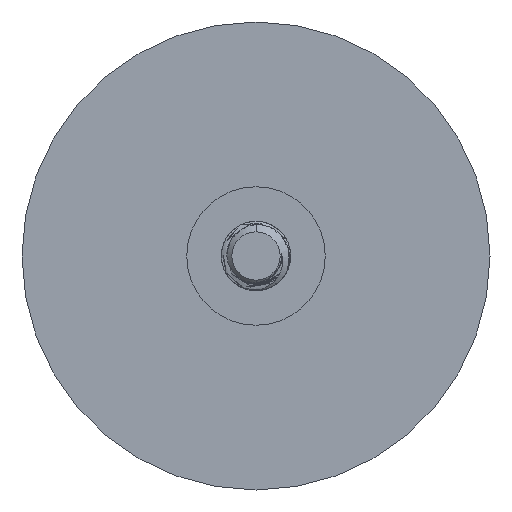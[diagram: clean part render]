
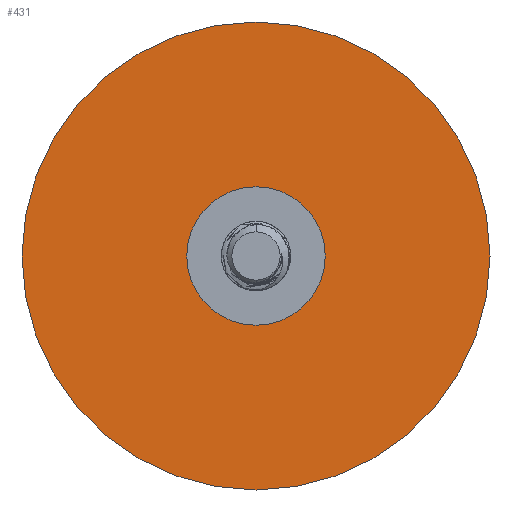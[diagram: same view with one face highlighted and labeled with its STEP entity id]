
A CAD part, front view. The second image highlights one B-rep face of the part: STEP entity #431.
In plain terms, the highlighted planar face has unit normal (0, -1, 0).
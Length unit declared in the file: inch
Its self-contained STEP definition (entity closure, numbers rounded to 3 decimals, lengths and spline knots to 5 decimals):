
#80 = AXIS2_PLACEMENT_3D ( 'NONE', #2903, #2894, #2893 ) ;
#93 = EDGE_CURVE ( 'NONE', #2678, #2598, #1628, .T. ) ;
#99 = AXIS2_PLACEMENT_3D ( 'NONE', #2703, #2565, #2564 ) ;
#128 = EDGE_CURVE ( 'NONE', #2984, #2708, #1678, .T. ) ;
#139 = AXIS2_PLACEMENT_3D ( 'NONE', #2610, #2772, #2684 ) ;
#145 = EDGE_CURVE ( 'NONE', #2598, #2678, #1711, .T. ) ;
#146 = AXIS2_PLACEMENT_3D ( 'NONE', #2779, #2754, #2753 ) ;
#155 = EDGE_CURVE ( 'NONE', #2708, #2984, #1639, .T. ) ;
#431 = ADVANCED_FACE ( 'NONE', ( #1679, #1659 ), #2533, .F. ) ;
#1513 = AXIS2_PLACEMENT_3D ( 'NONE', #2534, #2531, #2530 ) ;
#1562 = ORIENTED_EDGE ( 'NONE', *, *, #93, .T. ) ;
#1563 = ORIENTED_EDGE ( 'NONE', *, *, #128, .F. ) ;
#1564 = ORIENTED_EDGE ( 'NONE', *, *, #155, .F. ) ;
#1572 = ORIENTED_EDGE ( 'NONE', *, *, #145, .T. ) ;
#1628 = CIRCLE ( 'NONE', #80, 0.845 ) ;
#1639 = CIRCLE ( 'NONE', #99, 0.25 ) ;
#1659 = FACE_OUTER_BOUND ( 'NONE', #4313, .T. ) ;
#1678 = CIRCLE ( 'NONE', #146, 0.25 ) ;
#1679 = FACE_BOUND ( 'NONE', #4307, .T. ) ;
#1711 = CIRCLE ( 'NONE', #139, 0.845 ) ;
#2407 = CARTESIAN_POINT ( 'NONE',  ( 0., 0., 0.25 ) ) ;
#2485 = CARTESIAN_POINT ( 'NONE',  ( 0., 0., -0.25 ) ) ;
#2510 = CARTESIAN_POINT ( 'NONE',  ( 0., 0., -0.845 ) ) ;
#2513 = CARTESIAN_POINT ( 'NONE',  ( 0., 0., 0.845 ) ) ;
#2530 = DIRECTION ( 'NONE',  ( 0., 0., 1. ) ) ;
#2531 = DIRECTION ( 'NONE',  ( 0., 1., 0. ) ) ;
#2533 = PLANE ( 'NONE',  #1513 ) ;
#2534 = CARTESIAN_POINT ( 'NONE',  ( 0.845, 0., 0. ) ) ;
#2564 = DIRECTION ( 'NONE',  ( 0., 0., -1. ) ) ;
#2565 = DIRECTION ( 'NONE',  ( 0., -1., 0. ) ) ;
#2598 = VERTEX_POINT ( 'NONE', #2513 ) ;
#2610 = CARTESIAN_POINT ( 'NONE',  ( 0., 0., 0. ) ) ;
#2678 = VERTEX_POINT ( 'NONE', #2510 ) ;
#2684 = DIRECTION ( 'NONE',  ( 0., 0., -1. ) ) ;
#2703 = CARTESIAN_POINT ( 'NONE',  ( 0., 0., 0. ) ) ;
#2708 = VERTEX_POINT ( 'NONE', #2485 ) ;
#2753 = DIRECTION ( 'NONE',  ( 0., 0., -1. ) ) ;
#2754 = DIRECTION ( 'NONE',  ( 0., -1., 0. ) ) ;
#2772 = DIRECTION ( 'NONE',  ( 0., -1., 0. ) ) ;
#2779 = CARTESIAN_POINT ( 'NONE',  ( 0., 0., 0. ) ) ;
#2893 = DIRECTION ( 'NONE',  ( 0., 0., -1. ) ) ;
#2894 = DIRECTION ( 'NONE',  ( 0., -1., 0. ) ) ;
#2903 = CARTESIAN_POINT ( 'NONE',  ( 0., 0., 0. ) ) ;
#2984 = VERTEX_POINT ( 'NONE', #2407 ) ;
#4307 = EDGE_LOOP ( 'NONE', ( #1564, #1563 ) ) ;
#4313 = EDGE_LOOP ( 'NONE', ( #1562, #1572 ) ) ;
